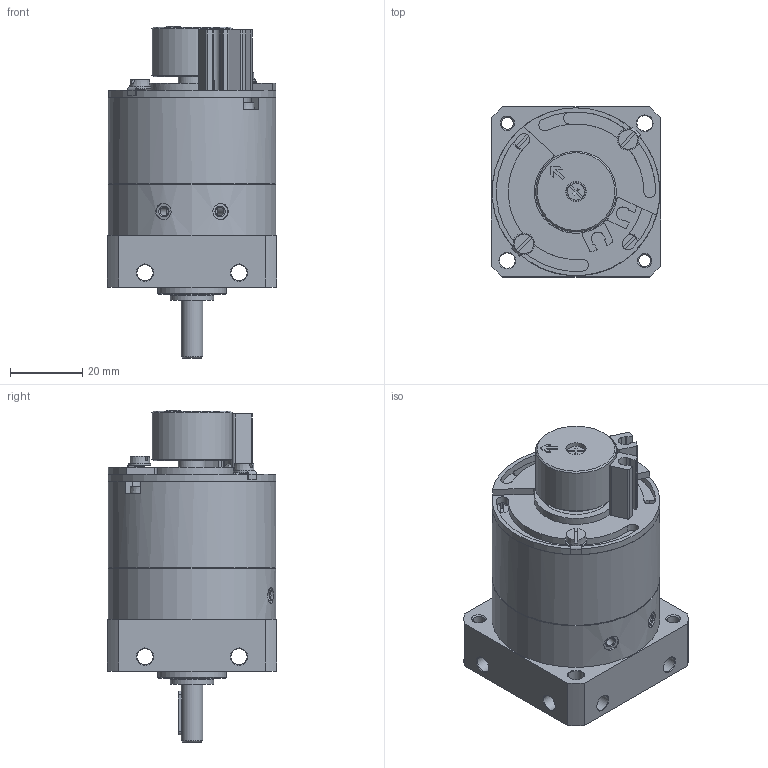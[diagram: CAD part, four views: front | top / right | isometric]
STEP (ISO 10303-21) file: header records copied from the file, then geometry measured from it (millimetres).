
FILE_DESCRIPTION(/* description */ ('STEP AP214'),/* implementation_level */ '2;1');
FILE_NAME(/* name */ '175832_DSM-10-240-P-A-FF',/* time_stamp */ '2024-08-21T17:49:14+02:00',/* author */ ('License CC BY-ND 4.0'),/* organization */ ('CADENAS'),/* preprocessor_version */ 'ST-DEVELOPER v19.3',/* originating_system */ 'PARTsolutions',/* authorisation */ ' ');
FILE_SCHEMA (('AUTOMOTIVE_DESIGN {1 0 10303 214 3 1 1}'));
Length unit declared in the file: millimetre
Products named in the file (10): 175832 DSM-10-240-P-A-FF---(120); 175832 DSM-10-240-P-A-FF---(120_RZ); 175832 DSM-10-240-P-A-FF---(K); 678678 WSM-10-SME-10---(halter_rechts); 678681 WSM-10-SME-10---(halter_links); 372800 WSM-10-SME-10---(halter_magnet); Tooth lock washer DIN 6797 - J2.7; 709070 F-M2,5X32-8.8; 380818---(scheibe); DIN-84 - M3x8
Assembly tree (11 placements, depth 2):
  175832 DSM-10-240-P-A-FF---(120)
    175832 DSM-10-240-P-A-FF---(120_RZ)
    175832 DSM-10-240-P-A-FF---(K)
    678678 WSM-10-SME-10---(halter_rechts)
    678681 WSM-10-SME-10---(halter_links)
    372800 WSM-10-SME-10---(halter_magnet)
    Tooth lock washer DIN 6797 - J2.7
    709070 F-M2,5X32-8.8
    380818---(scheibe)  x2
    DIN-84 - M3x8  x2
Bounding box: 47 x 47 x 91.8 mm (x, y, z)
Volume: 93905.6 mm3; surface area: 32626.1 mm2
Topology: 11 solids, 11 shells, 405 faces, 1039 edges, 669 vertices
Faces by surface type: plane 192, cylinder 148, cone 59, torus 6
Full cylindrical faces by diameter (mm): 2.013 x1, 2.15 x1, 2.459 x4, 2.5 x1, 2.7 x2, 2.9 x1, 3 x2, 3.2 x2, 3.242 x2, 4.3 x2, 4.5 x14, 5.5 x1, 5.6 x1, 6 x2, 7.6 x1, 8 x3, 12 x1, 19 x3, 22.3 x1, 23 x2, 35.264 x1, 46.4 x3
Entity records: 11404 total; most frequent: CARTESIAN_POINT 2088, DIRECTION 1957, ORIENTED_EDGE 1726, EDGE_CURVE 863, AXIS2_PLACEMENT_3D 765, VERTEX_POINT 612, FACE_BOUND 539, EDGE_LOOP 536
